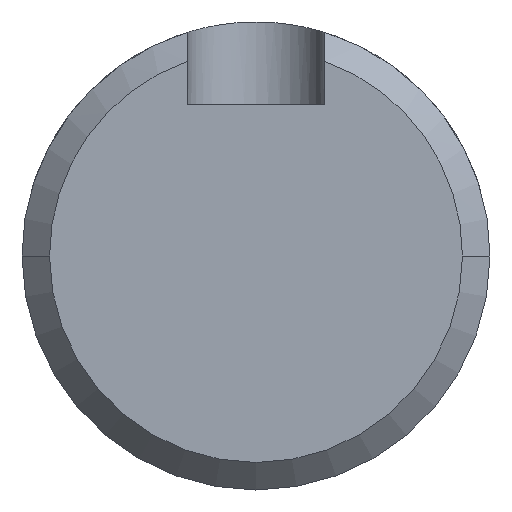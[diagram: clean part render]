
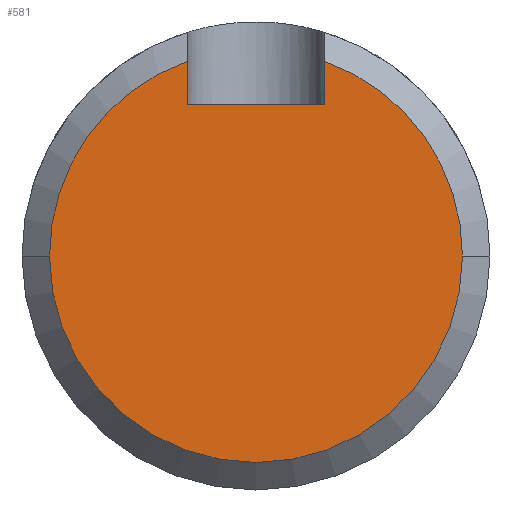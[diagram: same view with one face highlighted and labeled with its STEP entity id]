
A CAD part, front view. The second image highlights one B-rep face of the part: STEP entity #581.
In plain terms, the highlighted planar face has unit normal (0, -1, 0).
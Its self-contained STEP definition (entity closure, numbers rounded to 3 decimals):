
#63=CARTESIAN_POINT('Vertex',(7.5,0.,0.)) ;
#66=CARTESIAN_POINT('Axis2P3D Location',(0.,0.,0.)) ;
#70=CARTESIAN_POINT('Vertex',(-7.5,0.,0.)) ;
#509=CARTESIAN_POINT('Axis2P3D Location',(0.,0.,0.)) ;
#513=CARTESIAN_POINT('Vertex',(2.5,0.,7.071)) ;
#529=CARTESIAN_POINT('Axis2P3D Location',(0.,0.,0.)) ;
#533=CARTESIAN_POINT('Vertex',(-2.5,0.,7.071)) ;
#549=CARTESIAN_POINT('Axis2P3D Location',(0.,0.,0.)) ;
#554=CARTESIAN_POINT('Line Origine',(2.5,0.,6.286)) ;
#558=CARTESIAN_POINT('Vertex',(2.5,0.,5.5)) ;
#561=CARTESIAN_POINT('Line Origine',(0.,0.,5.5)) ;
#565=CARTESIAN_POINT('Vertex',(-2.5,0.,5.5)) ;
#568=CARTESIAN_POINT('Line Origine',(-2.5,0.,6.286)) ;
#67=DIRECTION('Axis2P3D Direction',(0.,1.,0.)) ;
#510=DIRECTION('Axis2P3D Direction',(0.,1.,0.)) ;
#530=DIRECTION('Axis2P3D Direction',(0.,1.,0.)) ;
#550=DIRECTION('Axis2P3D Direction',(0.,1.,-0.)) ;
#551=DIRECTION('Axis2P3D XDirection',(-1.,0.,0.)) ;
#555=DIRECTION('Vector Direction',(0.,0.,1.)) ;
#562=DIRECTION('Vector Direction',(-1.,0.,0.)) ;
#569=DIRECTION('Vector Direction',(0.,0.,1.)) ;
#68=AXIS2_PLACEMENT_3D('Circle Axis2P3D',#66,#67,$) ;
#511=AXIS2_PLACEMENT_3D('Circle Axis2P3D',#509,#510,$) ;
#531=AXIS2_PLACEMENT_3D('Circle Axis2P3D',#529,#530,$) ;
#552=AXIS2_PLACEMENT_3D('Plane Axis2P3D',#549,#550,#551) ;
#574=ORIENTED_EDGE('',*,*,#560,.F.) ;
#575=ORIENTED_EDGE('',*,*,#567,.F.) ;
#576=ORIENTED_EDGE('',*,*,#572,.T.) ;
#577=ORIENTED_EDGE('',*,*,#535,.F.) ;
#578=ORIENTED_EDGE('',*,*,#72,.F.) ;
#579=ORIENTED_EDGE('',*,*,#515,.F.) ;
#556=VECTOR('Line Direction',#555,1.) ;
#563=VECTOR('Line Direction',#562,1.) ;
#570=VECTOR('Line Direction',#569,1.) ;
#581=ADVANCED_FACE('Corps principal',(#580),#553,.F.) ;
#69=CIRCLE('generated circle',#68,7.5) ;
#512=CIRCLE('generated circle',#511,7.5) ;
#532=CIRCLE('generated circle',#531,7.5) ;
#72=EDGE_CURVE('',#64,#71,#69,.T.) ;
#515=EDGE_CURVE('',#514,#64,#512,.T.) ;
#535=EDGE_CURVE('',#71,#534,#532,.T.) ;
#560=EDGE_CURVE('',#559,#514,#557,.T.) ;
#567=EDGE_CURVE('',#566,#559,#564,.F.) ;
#572=EDGE_CURVE('',#566,#534,#571,.T.) ;
#573=EDGE_LOOP('',(#574,#575,#576,#577,#578,#579)) ;
#580=FACE_OUTER_BOUND('',#573,.T.) ;
#557=LINE('Line',#554,#556) ;
#564=LINE('Line',#561,#563) ;
#571=LINE('Line',#568,#570) ;
#553=PLANE('Plane',#552) ;
#64=VERTEX_POINT('',#63) ;
#71=VERTEX_POINT('',#70) ;
#514=VERTEX_POINT('',#513) ;
#534=VERTEX_POINT('',#533) ;
#559=VERTEX_POINT('',#558) ;
#566=VERTEX_POINT('',#565) ;
